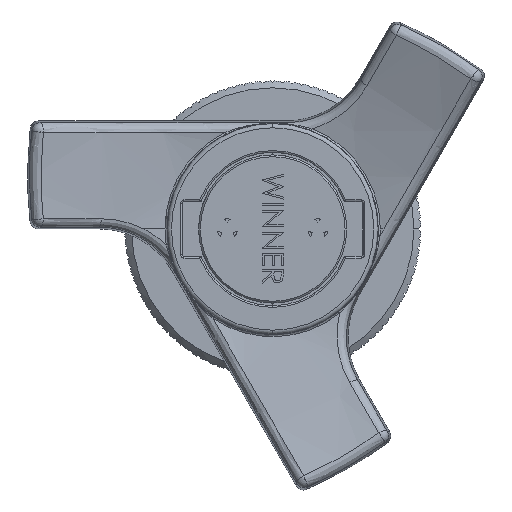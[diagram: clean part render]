
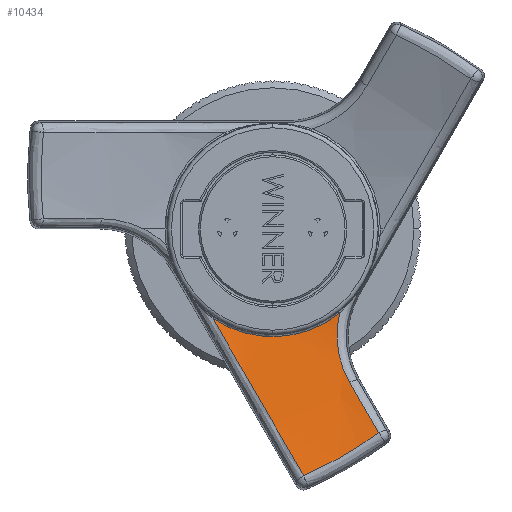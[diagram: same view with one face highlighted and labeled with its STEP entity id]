
A CAD part, left-side view. The second image highlights one B-rep face of the part: STEP entity #10434.
In plain terms, the highlighted spherical face has radius 70 mm.
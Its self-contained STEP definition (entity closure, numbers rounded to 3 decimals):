
#964 = EDGE_CURVE ( 'NONE', #6732, #17284, #13964, .T. ) ;
#1457 = CARTESIAN_POINT ( 'NONE',  ( -33.499, -12.52, -24.09 ) ) ;
#1513 = FACE_OUTER_BOUND ( 'NONE', #21479, .T. ) ;
#1890 = DIRECTION ( 'NONE',  ( 0., 0., 1. ) ) ;
#1901 = CARTESIAN_POINT ( 'NONE',  ( -30.163, 3.385, -16.953 ) ) ;
#2253 = VERTEX_POINT ( 'NONE', #30740 ) ;
#3772 = CARTESIAN_POINT ( 'NONE',  ( -29.835, -7.67, -13.86 ) ) ;
#4366 = CARTESIAN_POINT ( 'NONE',  ( -29.187, 7.053, -10.597 ) ) ;
#4735 = AXIS2_PLACEMENT_3D ( 'NONE', #28572, #31548, #21468 ) ;
#6732 = VERTEX_POINT ( 'NONE', #25143 ) ;
#6762 = EDGE_CURVE ( 'NONE', #2253, #15102, #18375, .T. ) ;
#6877 = CARTESIAN_POINT ( 'NONE',  ( -33.714, -9.754, -26.103 ) ) ;
#6911 = ORIENTED_EDGE ( 'NONE', *, *, #15292, .T. ) ;
#6985 = ORIENTED_EDGE ( 'NONE', *, *, #6762, .T. ) ;
#7425 = CARTESIAN_POINT ( 'NONE',  ( -29.339, 6.131, -12.195 ) ) ;
#9086 = CARTESIAN_POINT ( 'NONE',  ( -29.228, -7.84, -10.311 ) ) ;
#9342 = AXIS2_PLACEMENT_3D ( 'NONE', #15187, #1890, #25095 ) ;
#9583 = CARTESIAN_POINT ( 'NONE',  ( -34.501, -3.676, -29.186 ) ) ;
#10434 = ADVANCED_FACE ( 'NONE', ( #1513 ), #14847, .F. ) ;
#11354 = CARTESIAN_POINT ( 'NONE',  ( -30.244, -7.991, -15.592 ) ) ;
#11789 = CARTESIAN_POINT ( 'NONE',  ( -29.433, -7.634, -11.732 ) ) ;
#13594 = ORIENTED_EDGE ( 'NONE', *, *, #964, .T. ) ;
#13964 = B_SPLINE_CURVE_WITH_KNOTS ( 'NONE', 3,
 ( #16978, #27348, #25005, #11354, #24186, #3772, #14381, #24623, #29435, #11789, #26967, #19299, #9086, #16937 ),
 .UNSPECIFIED., .F., .F.,
 ( 4, 2, 2, 2, 2, 2, 4 ),
 ( 0., 0.002, 0.004, 0.005, 0.007, 0.008, 0.009 ),
 .UNSPECIFIED. ) ;
#14381 = CARTESIAN_POINT ( 'NONE',  ( -29.76, -7.636, -13.504 ) ) ;
#14672 = CARTESIAN_POINT ( 'NONE',  ( -33.499, -12.52, -24.09 ) ) ;
#14847 = SPHERICAL_SURFACE ( 'NONE', #9342, 70. ) ;
#15102 = VERTEX_POINT ( 'NONE', #1457 ) ;
#15187 = CARTESIAN_POINT ( 'NONE',  ( -98.02, 0., 0. ) ) ;
#15292 = EDGE_CURVE ( 'NONE', #15102, #6732, #28383, .T. ) ;
#16937 = CARTESIAN_POINT ( 'NONE',  ( -29.187, -7.927, -9.961 ) ) ;
#16976 = CARTESIAN_POINT ( 'NONE',  ( -33.499, -12.52, -24.09 ) ) ;
#16978 = CARTESIAN_POINT ( 'NONE',  ( -31.029, -9.091, -18.152 ) ) ;
#17284 = VERTEX_POINT ( 'NONE', #32065 ) ;
#17303 = CARTESIAN_POINT ( 'NONE',  ( -33.045, -1.971, -26.233 ) ) ;
#18301 = EDGE_CURVE ( 'NONE', #17284, #31958, #31449, .T. ) ;
#18375 = B_SPLINE_CURVE_WITH_KNOTS ( 'NONE', 3,
 ( #29937, #22669, #6877, #14672 ),
 .UNSPECIFIED., .F., .F.,
 ( 4, 4 ),
 ( 0., 0.01 ),
 .UNSPECIFIED. ) ;
#19299 = CARTESIAN_POINT ( 'NONE',  ( -29.275, -7.771, -10.668 ) ) ;
#19782 = CARTESIAN_POINT ( 'NONE',  ( -31.872, -0.22, -23.198 ) ) ;
#21468 = DIRECTION ( 'NONE',  ( 0., 0., 1. ) ) ;
#21479 = EDGE_LOOP ( 'NONE', ( #13594, #26527, #32755, #6985, #6911 ) ) ;
#22669 = CARTESIAN_POINT ( 'NONE',  ( -34.049, -6.783, -27.812 ) ) ;
#24186 = CARTESIAN_POINT ( 'NONE',  ( -30.072, -7.824, -14.913 ) ) ;
#24623 = CARTESIAN_POINT ( 'NONE',  ( -29.619, -7.601, -12.795 ) ) ;
#24990 = CARTESIAN_POINT ( 'NONE',  ( -29.565, 5.21, -13.791 ) ) ;
#25000 = CARTESIAN_POINT ( 'NONE',  ( -31.732, -10.254, -20.167 ) ) ;
#25005 = CARTESIAN_POINT ( 'NONE',  ( -30.616, -8.449, -16.908 ) ) ;
#25095 = DIRECTION ( 'NONE',  ( 0., 1., 0. ) ) ;
#25143 = CARTESIAN_POINT ( 'NONE',  ( -31.029, -9.091, -18.152 ) ) ;
#26527 = ORIENTED_EDGE ( 'NONE', *, *, #18301, .T. ) ;
#26967 = CARTESIAN_POINT ( 'NONE',  ( -29.377, -7.668, -11.377 ) ) ;
#27348 = CARTESIAN_POINT ( 'NONE',  ( -30.817, -8.741, -17.548 ) ) ;
#27457 = CARTESIAN_POINT ( 'NONE',  ( -31.029, -9.091, -18.152 ) ) ;
#28012 = CARTESIAN_POINT ( 'NONE',  ( -30.536, 2.478, -18.524 ) ) ;
#28383 = B_SPLINE_CURVE_WITH_KNOTS ( 'NONE', 3,
 ( #16976, #32687, #25000, #27457 ),
 .UNSPECIFIED., .F., .F.,
 ( 4, 4 ),
 ( 0., 0.007 ),
 .UNSPECIFIED. ) ;
#28572 = CARTESIAN_POINT ( 'NONE',  ( -29.187, 0., 0. ) ) ;
#29435 = CARTESIAN_POINT ( 'NONE',  ( -29.554, -7.601, -12.441 ) ) ;
#29937 = CARTESIAN_POINT ( 'NONE',  ( -34.501, -3.676, -29.186 ) ) ;
#30601 = B_SPLINE_CURVE_WITH_KNOTS ( 'NONE', 3,
 ( #4366, #7425, #24990, #1901, #28012, #19782, #17303, #9583 ),
 .UNSPECIFIED., .F., .F.,
 ( 4, 2, 2, 4 ),
 ( 0.007, 0.013, 0.018, 0.029 ),
 .UNSPECIFIED. ) ;
#30642 = CARTESIAN_POINT ( 'NONE',  ( -29.187, 7.053, -10.597 ) ) ;
#30740 = CARTESIAN_POINT ( 'NONE',  ( -34.501, -3.676, -29.186 ) ) ;
#31410 = EDGE_CURVE ( 'NONE', #31958, #2253, #30601, .T. ) ;
#31449 = CIRCLE ( 'NONE', #4735, 12.73 ) ;
#31548 = DIRECTION ( 'NONE',  ( 1., 0., 0. ) ) ;
#31958 = VERTEX_POINT ( 'NONE', #30642 ) ;
#32065 = CARTESIAN_POINT ( 'NONE',  ( -29.187, -7.927, -9.961 ) ) ;
#32687 = CARTESIAN_POINT ( 'NONE',  ( -32.557, -11.399, -22.149 ) ) ;
#32755 = ORIENTED_EDGE ( 'NONE', *, *, #31410, .T. ) ;
